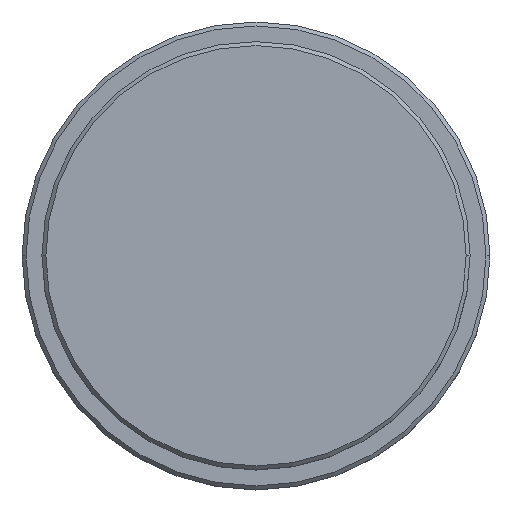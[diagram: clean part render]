
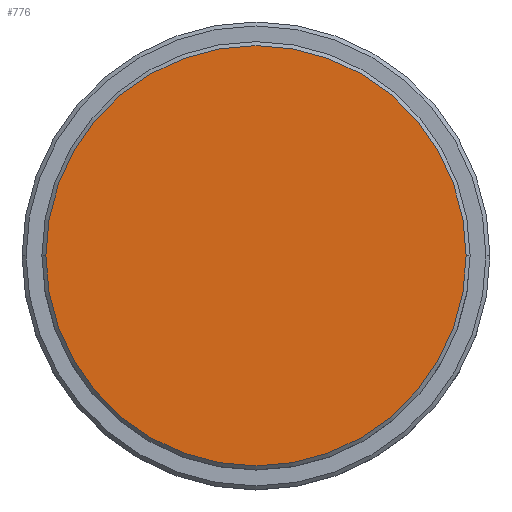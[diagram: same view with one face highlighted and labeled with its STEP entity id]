
A CAD part, top view. The second image highlights one B-rep face of the part: STEP entity #776.
In plain terms, the highlighted planar face has unit normal (0, 0, 1).
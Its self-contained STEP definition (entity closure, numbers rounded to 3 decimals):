
#5 = CARTESIAN_POINT ( 'NONE',  ( 0., 0., 0. ) ) ;
#40 = FACE_OUTER_BOUND ( 'NONE', #728, .T. ) ;
#58 = VERTEX_POINT ( 'NONE', #1311 ) ;
#177 = DIRECTION ( 'NONE',  ( 1., 0., 0. ) ) ;
#345 = DIRECTION ( 'NONE',  ( 1., 0., 0. ) ) ;
#377 = AXIS2_PLACEMENT_3D ( 'NONE', #542, #764, #849 ) ;
#411 = ORIENTED_EDGE ( 'NONE', *, *, #703, .T. ) ;
#445 = DIRECTION ( 'NONE',  ( 0., 0., 1. ) ) ;
#504 = DIRECTION ( 'NONE',  ( 0., 0., 1. ) ) ;
#517 = CIRCLE ( 'NONE', #887, 26.5 ) ;
#542 = CARTESIAN_POINT ( 'NONE',  ( 0., 0., 0. ) ) ;
#566 = CIRCLE ( 'NONE', #377, 26.5 ) ;
#703 = EDGE_CURVE ( 'NONE', #818, #58, #517, .T. ) ;
#728 = EDGE_LOOP ( 'NONE', ( #411, #1342 ) ) ;
#764 = DIRECTION ( 'NONE',  ( 0., 0., 1. ) ) ;
#776 = ADVANCED_FACE ( 'NONE', ( #40 ), #920, .T. ) ;
#812 = CARTESIAN_POINT ( 'NONE',  ( 0., 0., 0. ) ) ;
#818 = VERTEX_POINT ( 'NONE', #1027 ) ;
#849 = DIRECTION ( 'NONE',  ( 1., 0., 0. ) ) ;
#887 = AXIS2_PLACEMENT_3D ( 'NONE', #5, #445, #345 ) ;
#891 = EDGE_CURVE ( 'NONE', #58, #818, #566, .T. ) ;
#920 = PLANE ( 'NONE',  #1293 ) ;
#1027 = CARTESIAN_POINT ( 'NONE',  ( -26.5, 0., 0. ) ) ;
#1293 = AXIS2_PLACEMENT_3D ( 'NONE', #812, #504, #177 ) ;
#1311 = CARTESIAN_POINT ( 'NONE',  ( 26.5, 0., 0. ) ) ;
#1342 = ORIENTED_EDGE ( 'NONE', *, *, #891, .T. ) ;
